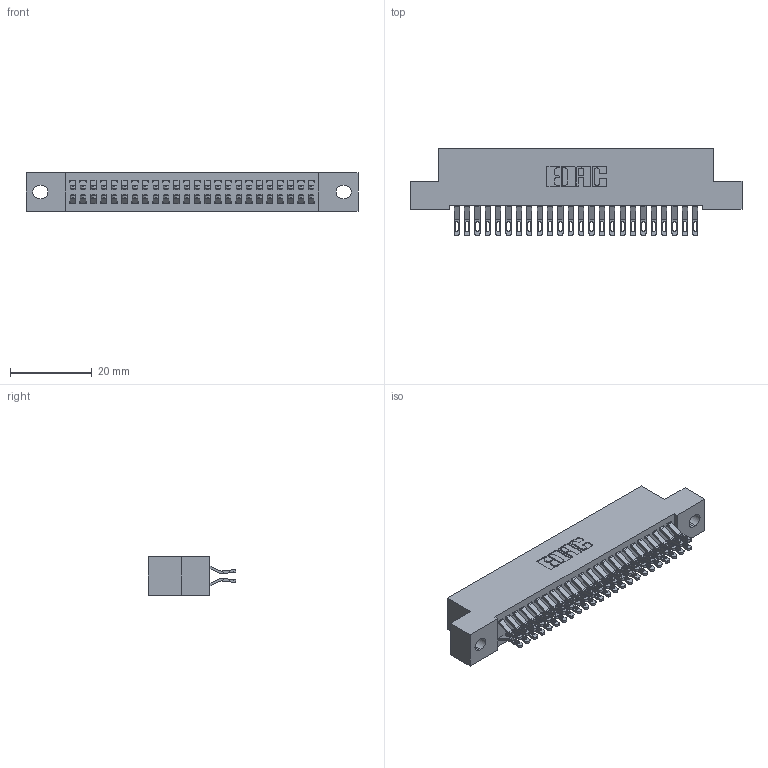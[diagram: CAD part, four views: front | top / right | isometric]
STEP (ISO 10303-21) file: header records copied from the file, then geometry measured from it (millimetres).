
FILE_DESCRIPTION (( 'STEP AP203' ), '1' );
FILE_NAME ('342-048-555-202.STEP', '2018-08-12T18:17:23', ( '' ), ( '' ), 'SwSTEP 2.0', 'SolidWorks 2016', '' );
FILE_SCHEMA (( 'CONFIG_CONTROL_DESIGN' ));
Length unit declared in the file: inch
Products named in the file (3): 345-292-001_555 Tail; 342-048-555-202; 342 Part_.128 Slot
Assembly tree (49 placements, depth 2):
  342-048-555-202
    342 Part_.128 Slot
    345-292-001_555 Tail  x48
Bounding box: 81.28 x 21.47 x 9.4 mm (x, y, z)
Volume: 7299 mm3; surface area: 11661.4 mm2
Topology: 49 solids, 49 shells, 2898 faces, 9095 edges, 6062 vertices
Faces by surface type: plane 1702, cylinder 1196
Entity records: 18097 total; most frequent: CARTESIAN_POINT 3056, ORIENTED_EDGE 2962, DIRECTION 2613, EDGE_CURVE 1481, VECTOR 1333, LINE 1333, VERTEX_POINT 986, AXIS2_PLACEMENT_3D 640
